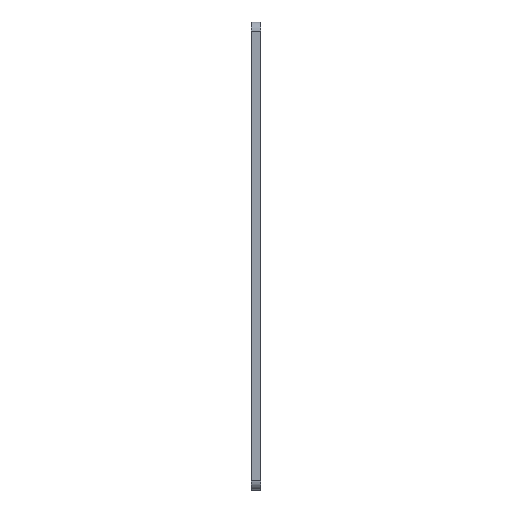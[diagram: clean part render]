
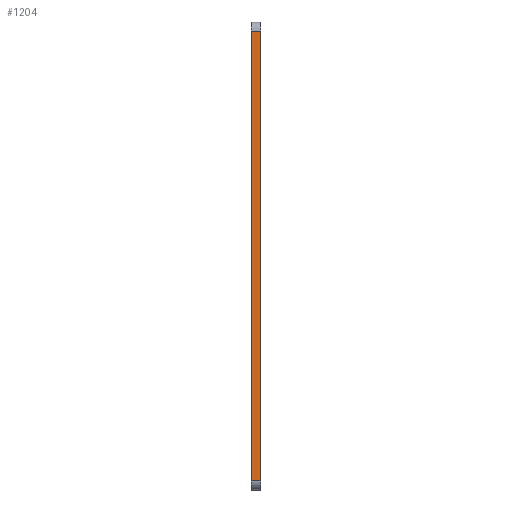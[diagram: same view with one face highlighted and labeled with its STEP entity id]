
A CAD part, left-side view. The second image highlights one B-rep face of the part: STEP entity #1204.
In plain terms, the highlighted planar face has unit normal (-1, 0, 0).
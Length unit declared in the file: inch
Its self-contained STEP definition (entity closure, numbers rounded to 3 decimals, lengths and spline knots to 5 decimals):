
#74=PLANE('',#1348);
#128=FACE_OUTER_BOUND('',#186,.T.);
#186=EDGE_LOOP('',(#969,#970,#971,#972));
#316=LINE('',#2024,#404);
#317=LINE('',#2027,#405);
#318=LINE('',#2029,#406);
#319=LINE('',#2030,#407);
#404=VECTOR('',#1678,0.3937);
#405=VECTOR('',#1681,0.3937);
#406=VECTOR('',#1682,0.3937);
#407=VECTOR('',#1683,0.3937);
#599=VERTEX_POINT('',#2020);
#600=VERTEX_POINT('',#2022);
#601=VERTEX_POINT('',#2026);
#602=VERTEX_POINT('',#2028);
#756=EDGE_CURVE('',#599,#600,#316,.T.);
#757=EDGE_CURVE('',#601,#599,#317,.T.);
#758=EDGE_CURVE('',#602,#600,#318,.T.);
#759=EDGE_CURVE('',#601,#602,#319,.T.);
#969=ORIENTED_EDGE('',*,*,#757,.T.);
#970=ORIENTED_EDGE('',*,*,#756,.T.);
#971=ORIENTED_EDGE('',*,*,#758,.F.);
#972=ORIENTED_EDGE('',*,*,#759,.F.);
#1204=ADVANCED_FACE('',(#128),#74,.T.);
#1348=AXIS2_PLACEMENT_3D('',#2025,#1679,#1680);
#1678=DIRECTION('',(0.,1.,0.));
#1679=DIRECTION('center_axis',(-1.,0.,0.));
#1680=DIRECTION('ref_axis',(0.,0.,1.));
#1681=DIRECTION('',(0.,0.,1.));
#1682=DIRECTION('',(0.,0.,1.));
#1683=DIRECTION('',(0.,1.,0.));
#2020=CARTESIAN_POINT('',(1.04032,0.,10.206));
#2022=CARTESIAN_POINT('',(1.04032,0.25,10.206));
#2024=CARTESIAN_POINT('',(1.04032,0.,10.206));
#2025=CARTESIAN_POINT('Origin',(1.04032,0.,-1.794));
#2026=CARTESIAN_POINT('',(1.04032,0.,-1.794));
#2027=CARTESIAN_POINT('',(1.04032,0.,-1.794));
#2028=CARTESIAN_POINT('',(1.04032,0.25,-1.794));
#2029=CARTESIAN_POINT('',(1.04032,0.25,-1.794));
#2030=CARTESIAN_POINT('',(1.04032,0.,-1.794));
